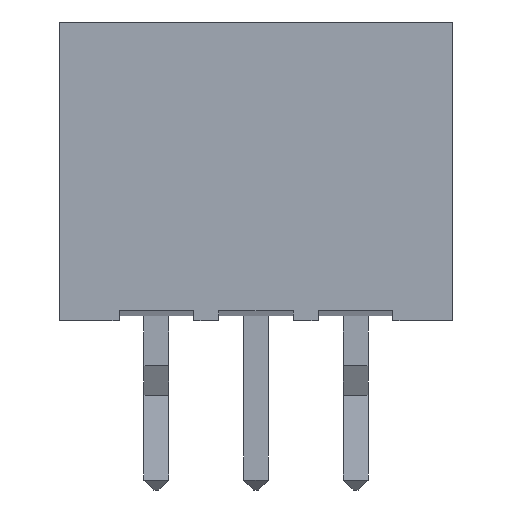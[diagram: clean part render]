
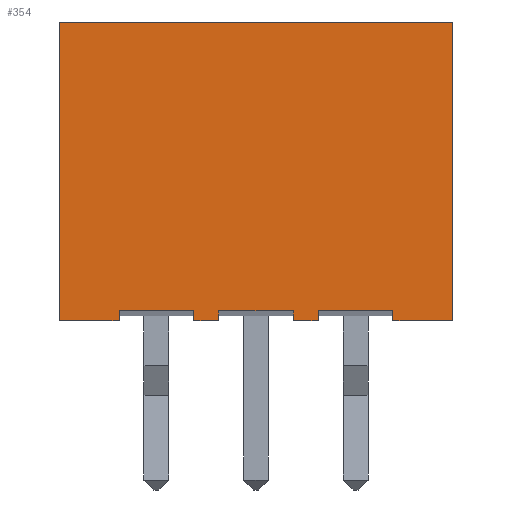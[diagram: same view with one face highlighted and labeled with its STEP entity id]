
A CAD part, front view. The second image highlights one B-rep face of the part: STEP entity #354.
In plain terms, the highlighted planar face has unit normal (0, -1, 0).
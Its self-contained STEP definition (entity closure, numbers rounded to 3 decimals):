
#32 = VERTEX_POINT('',#33);
#33 = CARTESIAN_POINT('',(5.95,-2.8,0.));
#39 = EDGE_CURVE('',#40,#32,#42,.T.);
#40 = VERTEX_POINT('',#41);
#41 = CARTESIAN_POINT('',(4.75,-2.8,0.));
#42 = LINE('',#43,#44);
#43 = CARTESIAN_POINT('',(-1.95,-2.8,0.));
#44 = VECTOR('',#45,1.);
#45 = DIRECTION('',(1.,0.,0.));
#320 = EDGE_CURVE('',#321,#40,#323,.T.);
#321 = VERTEX_POINT('',#322);
#322 = CARTESIAN_POINT('',(4.75,-2.8,0.2));
#323 = LINE('',#324,#325);
#324 = CARTESIAN_POINT('',(4.75,-2.8,0.2));
#325 = VECTOR('',#326,1.);
#326 = DIRECTION('',(0.,0.,-1.));
#354 = ADVANCED_FACE('',(#355),#469,.F.);
#355 = FACE_BOUND('',#356,.F.);
#356 = EDGE_LOOP('',(#357,#367,#375,#383,#389,#390,#391,#399,#407,#415,
#423,#431,#439,#447,#455,#463));
#357 = ORIENTED_EDGE('',*,*,#358,.F.);
#358 = EDGE_CURVE('',#359,#361,#363,.T.);
#359 = VERTEX_POINT('',#360);
#360 = CARTESIAN_POINT('',(-1.95,-2.8,0.));
#361 = VERTEX_POINT('',#362);
#362 = CARTESIAN_POINT('',(-0.75,-2.8,0.));
#363 = LINE('',#364,#365);
#364 = CARTESIAN_POINT('',(-1.95,-2.8,0.));
#365 = VECTOR('',#366,1.);
#366 = DIRECTION('',(1.,0.,0.));
#367 = ORIENTED_EDGE('',*,*,#368,.T.);
#368 = EDGE_CURVE('',#359,#369,#371,.T.);
#369 = VERTEX_POINT('',#370);
#370 = CARTESIAN_POINT('',(-1.95,-2.8,6.));
#371 = LINE('',#372,#373);
#372 = CARTESIAN_POINT('',(-1.95,-2.8,0.));
#373 = VECTOR('',#374,1.);
#374 = DIRECTION('',(0.,0.,1.));
#375 = ORIENTED_EDGE('',*,*,#376,.T.);
#376 = EDGE_CURVE('',#369,#377,#379,.T.);
#377 = VERTEX_POINT('',#378);
#378 = CARTESIAN_POINT('',(5.95,-2.8,6.));
#379 = LINE('',#380,#381);
#380 = CARTESIAN_POINT('',(-1.95,-2.8,6.));
#381 = VECTOR('',#382,1.);
#382 = DIRECTION('',(1.,0.,0.));
#383 = ORIENTED_EDGE('',*,*,#384,.F.);
#384 = EDGE_CURVE('',#32,#377,#385,.T.);
#385 = LINE('',#386,#387);
#386 = CARTESIAN_POINT('',(5.95,-2.8,0.));
#387 = VECTOR('',#388,1.);
#388 = DIRECTION('',(0.,0.,1.));
#389 = ORIENTED_EDGE('',*,*,#39,.F.);
#390 = ORIENTED_EDGE('',*,*,#320,.F.);
#391 = ORIENTED_EDGE('',*,*,#392,.T.);
#392 = EDGE_CURVE('',#321,#393,#395,.T.);
#393 = VERTEX_POINT('',#394);
#394 = CARTESIAN_POINT('',(3.25,-2.8,0.2));
#395 = LINE('',#396,#397);
#396 = CARTESIAN_POINT('',(4.75,-2.8,0.2));
#397 = VECTOR('',#398,1.);
#398 = DIRECTION('',(-1.,0.,0.));
#399 = ORIENTED_EDGE('',*,*,#400,.T.);
#400 = EDGE_CURVE('',#393,#401,#403,.T.);
#401 = VERTEX_POINT('',#402);
#402 = CARTESIAN_POINT('',(3.25,-2.8,0.));
#403 = LINE('',#404,#405);
#404 = CARTESIAN_POINT('',(3.25,-2.8,0.2));
#405 = VECTOR('',#406,1.);
#406 = DIRECTION('',(0.,0.,-1.));
#407 = ORIENTED_EDGE('',*,*,#408,.F.);
#408 = EDGE_CURVE('',#409,#401,#411,.T.);
#409 = VERTEX_POINT('',#410);
#410 = CARTESIAN_POINT('',(2.75,-2.8,0.));
#411 = LINE('',#412,#413);
#412 = CARTESIAN_POINT('',(-1.95,-2.8,0.));
#413 = VECTOR('',#414,1.);
#414 = DIRECTION('',(1.,0.,0.));
#415 = ORIENTED_EDGE('',*,*,#416,.F.);
#416 = EDGE_CURVE('',#417,#409,#419,.T.);
#417 = VERTEX_POINT('',#418);
#418 = CARTESIAN_POINT('',(2.75,-2.8,0.2));
#419 = LINE('',#420,#421);
#420 = CARTESIAN_POINT('',(2.75,-2.8,0.2));
#421 = VECTOR('',#422,1.);
#422 = DIRECTION('',(0.,0.,-1.));
#423 = ORIENTED_EDGE('',*,*,#424,.T.);
#424 = EDGE_CURVE('',#417,#425,#427,.T.);
#425 = VERTEX_POINT('',#426);
#426 = CARTESIAN_POINT('',(1.25,-2.8,0.2));
#427 = LINE('',#428,#429);
#428 = CARTESIAN_POINT('',(2.75,-2.8,0.2));
#429 = VECTOR('',#430,1.);
#430 = DIRECTION('',(-1.,0.,0.));
#431 = ORIENTED_EDGE('',*,*,#432,.T.);
#432 = EDGE_CURVE('',#425,#433,#435,.T.);
#433 = VERTEX_POINT('',#434);
#434 = CARTESIAN_POINT('',(1.25,-2.8,0.));
#435 = LINE('',#436,#437);
#436 = CARTESIAN_POINT('',(1.25,-2.8,0.2));
#437 = VECTOR('',#438,1.);
#438 = DIRECTION('',(0.,0.,-1.));
#439 = ORIENTED_EDGE('',*,*,#440,.F.);
#440 = EDGE_CURVE('',#441,#433,#443,.T.);
#441 = VERTEX_POINT('',#442);
#442 = CARTESIAN_POINT('',(0.75,-2.8,0.));
#443 = LINE('',#444,#445);
#444 = CARTESIAN_POINT('',(-1.95,-2.8,0.));
#445 = VECTOR('',#446,1.);
#446 = DIRECTION('',(1.,0.,0.));
#447 = ORIENTED_EDGE('',*,*,#448,.F.);
#448 = EDGE_CURVE('',#449,#441,#451,.T.);
#449 = VERTEX_POINT('',#450);
#450 = CARTESIAN_POINT('',(0.75,-2.8,0.2));
#451 = LINE('',#452,#453);
#452 = CARTESIAN_POINT('',(0.75,-2.8,0.2));
#453 = VECTOR('',#454,1.);
#454 = DIRECTION('',(0.,0.,-1.));
#455 = ORIENTED_EDGE('',*,*,#456,.T.);
#456 = EDGE_CURVE('',#449,#457,#459,.T.);
#457 = VERTEX_POINT('',#458);
#458 = CARTESIAN_POINT('',(-0.75,-2.8,0.2));
#459 = LINE('',#460,#461);
#460 = CARTESIAN_POINT('',(0.75,-2.8,0.2));
#461 = VECTOR('',#462,1.);
#462 = DIRECTION('',(-1.,0.,0.));
#463 = ORIENTED_EDGE('',*,*,#464,.T.);
#464 = EDGE_CURVE('',#457,#361,#465,.T.);
#465 = LINE('',#466,#467);
#466 = CARTESIAN_POINT('',(-0.75,-2.8,0.2));
#467 = VECTOR('',#468,1.);
#468 = DIRECTION('',(0.,0.,-1.));
#469 = PLANE('',#470);
#470 = AXIS2_PLACEMENT_3D('',#471,#472,#473);
#471 = CARTESIAN_POINT('',(-1.95,-2.8,0.));
#472 = DIRECTION('',(0.,1.,0.));
#473 = DIRECTION('',(1.,0.,0.));
